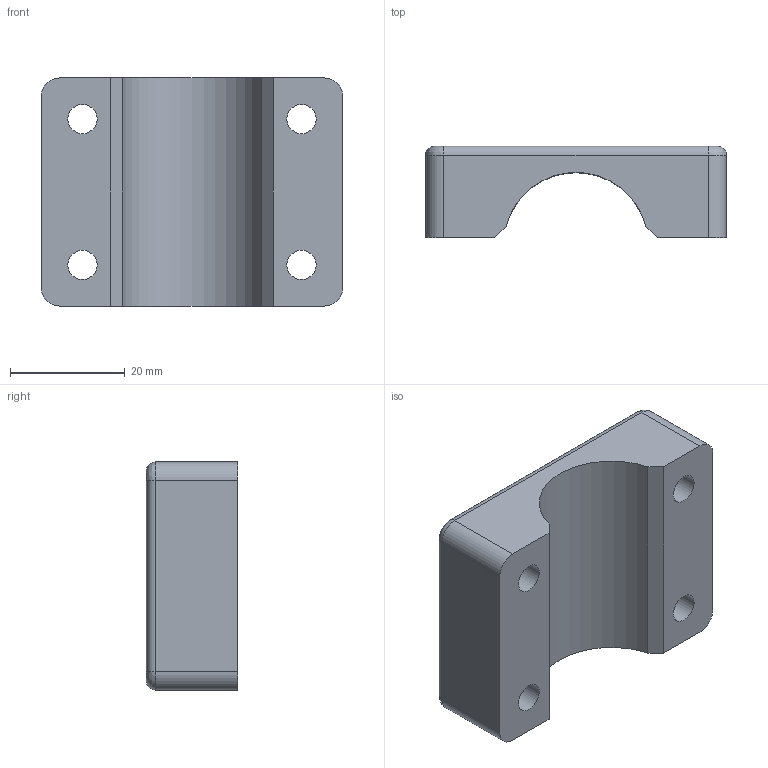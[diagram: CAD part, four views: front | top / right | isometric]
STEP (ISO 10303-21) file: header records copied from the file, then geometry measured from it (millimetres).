
FILE_DESCRIPTION(/* description */ ('MOUNT , FLIGHTWORKS MOTOR, BE '),/* implementation_level */ '2;1');
FILE_NAME(/* name */ 'BD-ASY-0355-0001_RevA.stp',/* time_stamp */ '2020-09-07T11:18:20-04:00',/* author */ ('Jeremy Paulus'),/* organization */ (''),/* preprocessor_version */ 'ST-DEVELOPER v15.2',/* originating_system */ 'Autodesk Inventor 2014',/* authorisation */ '');
FILE_SCHEMA (('AUTOMOTIVE_DESIGN { 1 0 10303 214 3 1 1 }'));
Length unit declared in the file: inch
Products named in the file (1): BD-ASY-0355-0001
Bounding box: 52.39 x 15.88 x 39.69 mm (x, y, z)
Volume: 22746.9 mm3; surface area: 7679.3 mm2
Topology: 1 solids, 1 shells, 26 faces, 64 edges, 40 vertices
Faces by surface type: cylinder 13, plane 9, bspline 4
Full cylindrical faces by diameter (mm): 5.105 x4
Entity records: 812 total; most frequent: CARTESIAN_POINT 159, DIRECTION 136, ORIENTED_EDGE 120, EDGE_CURVE 60, AXIS2_PLACEMENT_3D 53, VERTEX_POINT 40, EDGE_LOOP 38, CIRCLE 30
